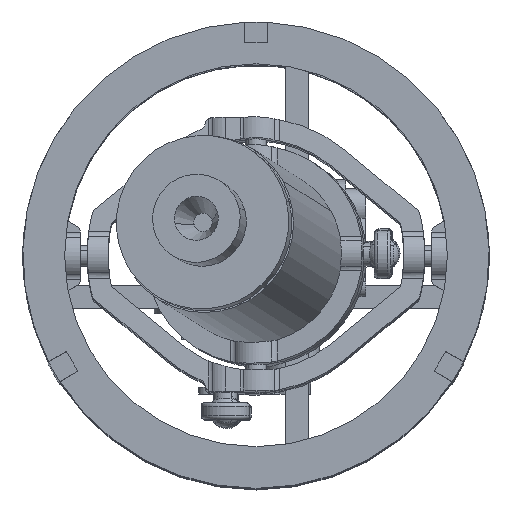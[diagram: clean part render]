
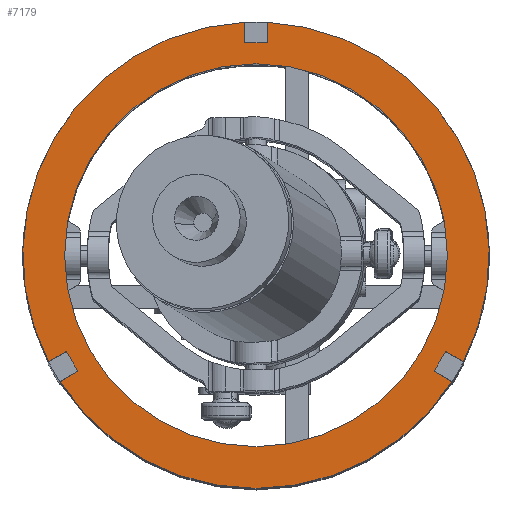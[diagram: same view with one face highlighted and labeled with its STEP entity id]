
A CAD part, top view. The second image highlights one B-rep face of the part: STEP entity #7179.
In plain terms, the highlighted planar face has unit normal (0, 0, 1).
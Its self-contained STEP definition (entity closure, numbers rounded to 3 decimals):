
#6719=CARTESIAN_POINT('Vertex',(-1.65,33.459,3.3)) ;
#6733=CARTESIAN_POINT('Vertex',(-29.802,-15.301,3.3)) ;
#6736=CARTESIAN_POINT('Axis2P3D Location',(0.,0.,3.3)) ;
#6764=CARTESIAN_POINT('Vertex',(-27.239,-13.821,3.3)) ;
#6767=CARTESIAN_POINT('Line Origine',(-28.52,-14.561,3.3)) ;
#6795=CARTESIAN_POINT('Vertex',(-25.589,-16.679,3.3)) ;
#6798=CARTESIAN_POINT('Line Origine',(-26.414,-15.25,3.3)) ;
#6826=CARTESIAN_POINT('Vertex',(-28.152,-18.159,3.3)) ;
#6829=CARTESIAN_POINT('Line Origine',(-26.87,-17.419,3.3)) ;
#6852=CARTESIAN_POINT('Vertex',(28.152,-18.159,3.3)) ;
#6855=CARTESIAN_POINT('Axis2P3D Location',(0.,0.,3.3)) ;
#6883=CARTESIAN_POINT('Vertex',(25.589,-16.679,3.3)) ;
#6886=CARTESIAN_POINT('Line Origine',(26.87,-17.419,3.3)) ;
#6914=CARTESIAN_POINT('Vertex',(27.239,-13.821,3.3)) ;
#6917=CARTESIAN_POINT('Line Origine',(26.414,-15.25,3.3)) ;
#6945=CARTESIAN_POINT('Vertex',(29.802,-15.301,3.3)) ;
#6948=CARTESIAN_POINT('Line Origine',(28.52,-14.561,3.3)) ;
#6976=CARTESIAN_POINT('Vertex',(1.65,33.459,3.3)) ;
#6979=CARTESIAN_POINT('Axis2P3D Location',(0.,0.,3.3)) ;
#7007=CARTESIAN_POINT('Vertex',(1.65,30.5,3.3)) ;
#7010=CARTESIAN_POINT('Line Origine',(1.65,31.98,3.3)) ;
#7038=CARTESIAN_POINT('Vertex',(-1.65,30.5,3.3)) ;
#7041=CARTESIAN_POINT('Line Origine',(0.,30.5,3.3)) ;
#7063=CARTESIAN_POINT('Line Origine',(-1.65,31.98,3.3)) ;
#7080=CARTESIAN_POINT('Axis2P3D Location',(0.,0.,3.3)) ;
#7084=CARTESIAN_POINT('Vertex',(-27.5,0.,3.3)) ;
#7086=CARTESIAN_POINT('Vertex',(27.5,0.,3.3)) ;
#7115=CARTESIAN_POINT('Axis2P3D Location',(0.,0.,3.3)) ;
#7156=CARTESIAN_POINT('Axis2P3D Location',(0.,0.,3.3)) ;
#6737=DIRECTION('Axis2P3D Direction',(0.,0.,1.)) ;
#6768=DIRECTION('Vector Direction',(0.866,0.5,0.)) ;
#6799=DIRECTION('Vector Direction',(0.5,-0.866,0.)) ;
#6830=DIRECTION('Vector Direction',(-0.866,-0.5,0.)) ;
#6856=DIRECTION('Axis2P3D Direction',(0.,0.,1.)) ;
#6887=DIRECTION('Vector Direction',(0.866,-0.5,0.)) ;
#6918=DIRECTION('Vector Direction',(-0.5,-0.866,0.)) ;
#6949=DIRECTION('Vector Direction',(-0.866,0.5,0.)) ;
#6980=DIRECTION('Axis2P3D Direction',(0.,0.,1.)) ;
#7011=DIRECTION('Vector Direction',(0.,1.,0.)) ;
#7042=DIRECTION('Vector Direction',(1.,0.,0.)) ;
#7064=DIRECTION('Vector Direction',(0.,-1.,0.)) ;
#7081=DIRECTION('Axis2P3D Direction',(0.,0.,1.)) ;
#7116=DIRECTION('Axis2P3D Direction',(0.,0.,1.)) ;
#7157=DIRECTION('Axis2P3D Direction',(0.,0.,1.)) ;
#7158=DIRECTION('Axis2P3D XDirection',(1.,0.,0.)) ;
#6738=AXIS2_PLACEMENT_3D('Circle Axis2P3D',#6736,#6737,$) ;
#6857=AXIS2_PLACEMENT_3D('Circle Axis2P3D',#6855,#6856,$) ;
#6981=AXIS2_PLACEMENT_3D('Circle Axis2P3D',#6979,#6980,$) ;
#7082=AXIS2_PLACEMENT_3D('Circle Axis2P3D',#7080,#7081,$) ;
#7117=AXIS2_PLACEMENT_3D('Circle Axis2P3D',#7115,#7116,$) ;
#7159=AXIS2_PLACEMENT_3D('Plane Axis2P3D',#7156,#7157,#7158) ;
#7162=ORIENTED_EDGE('',*,*,#6740,.T.) ;
#7163=ORIENTED_EDGE('',*,*,#6771,.T.) ;
#7164=ORIENTED_EDGE('',*,*,#6802,.T.) ;
#7165=ORIENTED_EDGE('',*,*,#6833,.T.) ;
#7166=ORIENTED_EDGE('',*,*,#6859,.T.) ;
#7167=ORIENTED_EDGE('',*,*,#6890,.T.) ;
#7168=ORIENTED_EDGE('',*,*,#6921,.T.) ;
#7169=ORIENTED_EDGE('',*,*,#6952,.T.) ;
#7170=ORIENTED_EDGE('',*,*,#6983,.T.) ;
#7171=ORIENTED_EDGE('',*,*,#7014,.T.) ;
#7172=ORIENTED_EDGE('',*,*,#7045,.T.) ;
#7173=ORIENTED_EDGE('',*,*,#7067,.T.) ;
#7176=ORIENTED_EDGE('',*,*,#7088,.F.) ;
#7177=ORIENTED_EDGE('',*,*,#7119,.F.) ;
#7178=FACE_BOUND('',#7175,.T.) ;
#6769=VECTOR('Line Direction',#6768,1.) ;
#6800=VECTOR('Line Direction',#6799,1.) ;
#6831=VECTOR('Line Direction',#6830,1.) ;
#6888=VECTOR('Line Direction',#6887,1.) ;
#6919=VECTOR('Line Direction',#6918,1.) ;
#6950=VECTOR('Line Direction',#6949,1.) ;
#7012=VECTOR('Line Direction',#7011,1.) ;
#7043=VECTOR('Line Direction',#7042,1.) ;
#7065=VECTOR('Line Direction',#7064,1.) ;
#7179=ADVANCED_FACE('',(#7174,#7178),#7160,.T.) ;
#6739=CIRCLE('generated circle',#6738,33.5) ;
#6858=CIRCLE('generated circle',#6857,33.5) ;
#6982=CIRCLE('generated circle',#6981,33.5) ;
#7083=CIRCLE('generated circle',#7082,27.5) ;
#7118=CIRCLE('generated circle',#7117,27.5) ;
#6740=EDGE_CURVE('',#6720,#6734,#6739,.T.) ;
#6771=EDGE_CURVE('',#6734,#6765,#6770,.T.) ;
#6802=EDGE_CURVE('',#6765,#6796,#6801,.T.) ;
#6833=EDGE_CURVE('',#6796,#6827,#6832,.T.) ;
#6859=EDGE_CURVE('',#6827,#6853,#6858,.T.) ;
#6890=EDGE_CURVE('',#6853,#6884,#6889,.F.) ;
#6921=EDGE_CURVE('',#6884,#6915,#6920,.F.) ;
#6952=EDGE_CURVE('',#6915,#6946,#6951,.F.) ;
#6983=EDGE_CURVE('',#6946,#6977,#6982,.T.) ;
#7014=EDGE_CURVE('',#6977,#7008,#7013,.F.) ;
#7045=EDGE_CURVE('',#7008,#7039,#7044,.F.) ;
#7067=EDGE_CURVE('',#7039,#6720,#7066,.F.) ;
#7088=EDGE_CURVE('',#7085,#7087,#7083,.T.) ;
#7119=EDGE_CURVE('',#7087,#7085,#7118,.T.) ;
#7161=EDGE_LOOP('',(#7162,#7163,#7164,#7165,#7166,#7167,#7168,#7169,#7170,#7171,#7172,#7173)) ;
#7175=EDGE_LOOP('',(#7176,#7177)) ;
#7174=FACE_OUTER_BOUND('',#7161,.T.) ;
#6770=LINE('Line',#6767,#6769) ;
#6801=LINE('Line',#6798,#6800) ;
#6832=LINE('Line',#6829,#6831) ;
#6889=LINE('Line',#6886,#6888) ;
#6920=LINE('Line',#6917,#6919) ;
#6951=LINE('Line',#6948,#6950) ;
#7013=LINE('Line',#7010,#7012) ;
#7044=LINE('Line',#7041,#7043) ;
#7066=LINE('Line',#7063,#7065) ;
#7160=PLANE('Plane',#7159) ;
#6720=VERTEX_POINT('',#6719) ;
#6734=VERTEX_POINT('',#6733) ;
#6765=VERTEX_POINT('',#6764) ;
#6796=VERTEX_POINT('',#6795) ;
#6827=VERTEX_POINT('',#6826) ;
#6853=VERTEX_POINT('',#6852) ;
#6884=VERTEX_POINT('',#6883) ;
#6915=VERTEX_POINT('',#6914) ;
#6946=VERTEX_POINT('',#6945) ;
#6977=VERTEX_POINT('',#6976) ;
#7008=VERTEX_POINT('',#7007) ;
#7039=VERTEX_POINT('',#7038) ;
#7085=VERTEX_POINT('',#7084) ;
#7087=VERTEX_POINT('',#7086) ;
